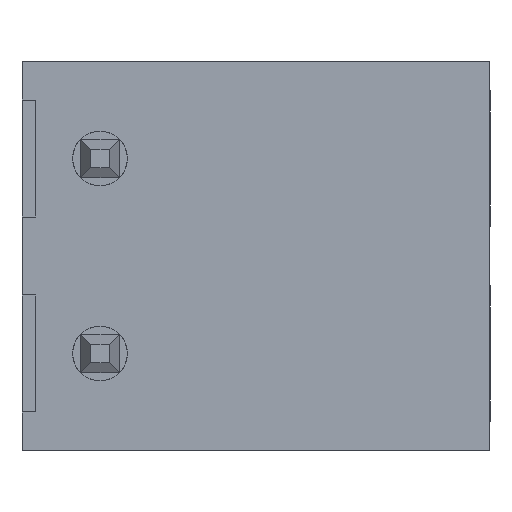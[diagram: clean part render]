
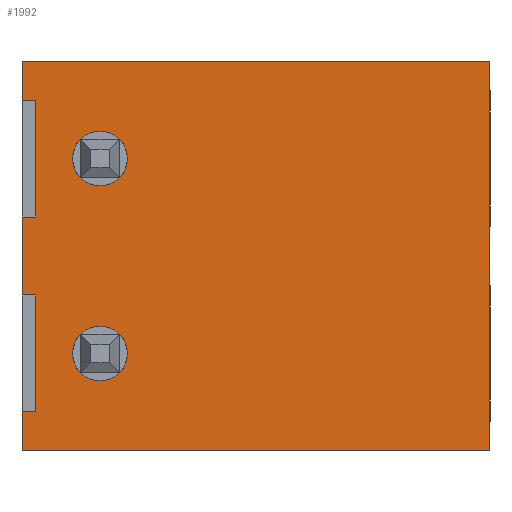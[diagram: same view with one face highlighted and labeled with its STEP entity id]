
A CAD part, front view. The second image highlights one B-rep face of the part: STEP entity #1992.
In plain terms, the highlighted planar face has unit normal (0, -1, 0).
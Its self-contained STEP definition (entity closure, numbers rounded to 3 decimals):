
#18 = EDGE_CURVE ( 'NONE', #827, #3539, #4569, .T. ) ;
#39 = EDGE_LOOP ( 'NONE', ( #1139, #3697, #3178, #752, #3867, #724, #996, #3672, #1124, #2357, #1770, #2465 ) ) ;
#118 = EDGE_CURVE ( 'NONE', #4830, #2494, #3638, .T. ) ;
#171 = CIRCLE ( 'NONE', #2277, 0.7 ) ;
#191 = CARTESIAN_POINT ( 'NONE',  ( -36.627, 0., -1. ) ) ;
#195 = CARTESIAN_POINT ( 'NONE',  ( 2., 0., -6.8 ) ) ;
#200 = DIRECTION ( 'NONE',  ( 0., 0., 1. ) ) ;
#210 = DIRECTION ( 'NONE',  ( 0., 0., 1. ) ) ;
#278 = EDGE_CURVE ( 'NONE', #3699, #2859, #2841, .T. ) ;
#285 = VERTEX_POINT ( 'NONE', #825 ) ;
#325 = DIRECTION ( 'NONE',  ( 1., 0., 0. ) ) ;
#336 = VECTOR ( 'NONE', #661, 1000. ) ;
#472 = CARTESIAN_POINT ( 'NONE',  ( 1.5, 0., -42.5 ) ) ;
#491 = CARTESIAN_POINT ( 'NONE',  ( 1.5, 0., 0. ) ) ;
#496 = EDGE_CURVE ( 'NONE', #2494, #4379, #1278, .T. ) ;
#499 = EDGE_LOOP ( 'NONE', ( #3946, #4431 ) ) ;
#661 = DIRECTION ( 'NONE',  ( 1., 0., 0. ) ) ;
#710 = VECTOR ( 'NONE', #1648, 1000. ) ;
#715 = CARTESIAN_POINT ( 'NONE',  ( 1.5, 0., -10. ) ) ;
#724 = ORIENTED_EDGE ( 'NONE', *, *, #118, .T. ) ;
#752 = ORIENTED_EDGE ( 'NONE', *, *, #1723, .T. ) ;
#764 = CARTESIAN_POINT ( 'NONE',  ( 0.35, 0., -42.5 ) ) ;
#825 = CARTESIAN_POINT ( 'NONE',  ( 0., 0., -6. ) ) ;
#827 = VERTEX_POINT ( 'NONE', #2235 ) ;
#847 = DIRECTION ( 'NONE',  ( 0., 0., -1. ) ) ;
#876 = LINE ( 'NONE', #2518, #2788 ) ;
#924 = CARTESIAN_POINT ( 'NONE',  ( 0., 0., -1. ) ) ;
#986 = LINE ( 'NONE', #3994, #2898 ) ;
#996 = ORIENTED_EDGE ( 'NONE', *, *, #496, .T. ) ;
#998 = CARTESIAN_POINT ( 'NONE',  ( 0., 0., -42.5 ) ) ;
#1124 = ORIENTED_EDGE ( 'NONE', *, *, #1497, .T. ) ;
#1139 = ORIENTED_EDGE ( 'NONE', *, *, #3466, .T. ) ;
#1142 = FACE_BOUND ( 'NONE', #499, .T. ) ;
#1144 = VERTEX_POINT ( 'NONE', #2560 ) ;
#1180 = CARTESIAN_POINT ( 'NONE',  ( 0.35, 0., -9. ) ) ;
#1187 = VECTOR ( 'NONE', #2779, 1000. ) ;
#1204 = LINE ( 'NONE', #2773, #3123 ) ;
#1244 = FACE_BOUND ( 'NONE', #1477, .T. ) ;
#1268 = EDGE_CURVE ( 'NONE', #3199, #3157, #3251, .T. ) ;
#1278 = LINE ( 'NONE', #764, #3336 ) ;
#1285 = CARTESIAN_POINT ( 'NONE',  ( 0.35, 0., -42.5 ) ) ;
#1354 = DIRECTION ( 'NONE',  ( 0., 0., -1. ) ) ;
#1391 = CARTESIAN_POINT ( 'NONE',  ( 0., 0., -10. ) ) ;
#1454 = DIRECTION ( 'NONE',  ( 1., 0., 0. ) ) ;
#1477 = EDGE_LOOP ( 'NONE', ( #1591, #3582 ) ) ;
#1497 = EDGE_CURVE ( 'NONE', #3296, #285, #876, .T. ) ;
#1566 = DIRECTION ( 'NONE',  ( 0., 0., 1. ) ) ;
#1591 = ORIENTED_EDGE ( 'NONE', *, *, #4832, .T. ) ;
#1598 = CARTESIAN_POINT ( 'NONE',  ( 0., 0., -9. ) ) ;
#1605 = EDGE_CURVE ( 'NONE', #4607, #1144, #3749, .T. ) ;
#1621 = EDGE_CURVE ( 'NONE', #1144, #4607, #2352, .T. ) ;
#1640 = CARTESIAN_POINT ( 'NONE',  ( 2., 0., -2.5 ) ) ;
#1648 = DIRECTION ( 'NONE',  ( 0., 0., -1. ) ) ;
#1667 = DIRECTION ( 'NONE',  ( 0., 1., 0. ) ) ;
#1698 = LINE ( 'NONE', #1285, #710 ) ;
#1723 = EDGE_CURVE ( 'NONE', #2859, #2546, #2211, .T. ) ;
#1770 = ORIENTED_EDGE ( 'NONE', *, *, #2924, .T. ) ;
#1787 = AXIS2_PLACEMENT_3D ( 'NONE', #4347, #2458, #210 ) ;
#1790 = CARTESIAN_POINT ( 'NONE',  ( 0.35, 0., -4. ) ) ;
#1846 = CARTESIAN_POINT ( 'NONE',  ( 2., 0., -3.2 ) ) ;
#1992 = ADVANCED_FACE ( 'NONE', ( #1142, #1244, #2267 ), #4232, .T. ) ;
#2034 = DIRECTION ( 'NONE',  ( 0., 0., 1. ) ) ;
#2160 = EDGE_CURVE ( 'NONE', #2732, #3699, #3171, .T. ) ;
#2211 = LINE ( 'NONE', #491, #1187 ) ;
#2235 = CARTESIAN_POINT ( 'NONE',  ( 2., 0., -8.2 ) ) ;
#2267 = FACE_OUTER_BOUND ( 'NONE', #39, .T. ) ;
#2277 = AXIS2_PLACEMENT_3D ( 'NONE', #4723, #2450, #200 ) ;
#2298 = VECTOR ( 'NONE', #3664, 1000. ) ;
#2300 = AXIS2_PLACEMENT_3D ( 'NONE', #1640, #4305, #2034 ) ;
#2309 = AXIS2_PLACEMENT_3D ( 'NONE', #472, #3140, #847 ) ;
#2352 = CIRCLE ( 'NONE', #4090, 0.7 ) ;
#2357 = ORIENTED_EDGE ( 'NONE', *, *, #4531, .T. ) ;
#2375 = DIRECTION ( 'NONE',  ( 0., 0., -1. ) ) ;
#2450 = DIRECTION ( 'NONE',  ( 0., 1., 0. ) ) ;
#2458 = DIRECTION ( 'NONE',  ( 0., 1., 0. ) ) ;
#2465 = ORIENTED_EDGE ( 'NONE', *, *, #1268, .F. ) ;
#2494 = VERTEX_POINT ( 'NONE', #3628 ) ;
#2518 = CARTESIAN_POINT ( 'NONE',  ( 0., 0., -42.5 ) ) ;
#2546 = VERTEX_POINT ( 'NONE', #4383 ) ;
#2560 = CARTESIAN_POINT ( 'NONE',  ( 2., 0., -1.8 ) ) ;
#2732 = VERTEX_POINT ( 'NONE', #1391 ) ;
#2773 = CARTESIAN_POINT ( 'NONE',  ( 0., 0., -42.5 ) ) ;
#2779 = DIRECTION ( 'NONE',  ( -1., 0., 0. ) ) ;
#2788 = VECTOR ( 'NONE', #1354, 1000. ) ;
#2841 = LINE ( 'NONE', #4222, #4724 ) ;
#2859 = VERTEX_POINT ( 'NONE', #4316 ) ;
#2867 = DIRECTION ( 'NONE',  ( 1., 0., 0. ) ) ;
#2898 = VECTOR ( 'NONE', #2867, 1000. ) ;
#2924 = EDGE_CURVE ( 'NONE', #4788, #3157, #1698, .T. ) ;
#2942 = VECTOR ( 'NONE', #3760, 1000. ) ;
#2949 = CARTESIAN_POINT ( 'NONE',  ( -36.627, 0., -9. ) ) ;
#3123 = VECTOR ( 'NONE', #2375, 1000. ) ;
#3140 = DIRECTION ( 'NONE',  ( 0., -1., 0. ) ) ;
#3157 = VERTEX_POINT ( 'NONE', #1180 ) ;
#3171 = LINE ( 'NONE', #715, #2942 ) ;
#3178 = ORIENTED_EDGE ( 'NONE', *, *, #278, .T. ) ;
#3184 = CARTESIAN_POINT ( 'NONE',  ( 0.35, 0., -6. ) ) ;
#3199 = VERTEX_POINT ( 'NONE', #1598 ) ;
#3251 = LINE ( 'NONE', #2949, #336 ) ;
#3296 = VERTEX_POINT ( 'NONE', #4726 ) ;
#3332 = LINE ( 'NONE', #998, #2298 ) ;
#3336 = VECTOR ( 'NONE', #3431, 1000. ) ;
#3431 = DIRECTION ( 'NONE',  ( 0., 0., -1. ) ) ;
#3466 = EDGE_CURVE ( 'NONE', #3199, #2732, #1204, .T. ) ;
#3512 = VECTOR ( 'NONE', #1454, 1000. ) ;
#3539 = VERTEX_POINT ( 'NONE', #195 ) ;
#3582 = ORIENTED_EDGE ( 'NONE', *, *, #18, .T. ) ;
#3628 = CARTESIAN_POINT ( 'NONE',  ( 0.35, 0., -1. ) ) ;
#3631 = VECTOR ( 'NONE', #325, 1000. ) ;
#3638 = LINE ( 'NONE', #191, #3512 ) ;
#3664 = DIRECTION ( 'NONE',  ( 0., 0., -1. ) ) ;
#3672 = ORIENTED_EDGE ( 'NONE', *, *, #4082, .F. ) ;
#3697 = ORIENTED_EDGE ( 'NONE', *, *, #2160, .T. ) ;
#3699 = VERTEX_POINT ( 'NONE', #3747 ) ;
#3747 = CARTESIAN_POINT ( 'NONE',  ( 12., 0., -10. ) ) ;
#3749 = CIRCLE ( 'NONE', #2300, 0.7 ) ;
#3760 = DIRECTION ( 'NONE',  ( 1., 0., 0. ) ) ;
#3857 = EDGE_CURVE ( 'NONE', #2546, #4830, #3332, .T. ) ;
#3867 = ORIENTED_EDGE ( 'NONE', *, *, #3857, .T. ) ;
#3946 = ORIENTED_EDGE ( 'NONE', *, *, #1621, .T. ) ;
#3972 = CARTESIAN_POINT ( 'NONE',  ( 2., 0., -2.5 ) ) ;
#3994 = CARTESIAN_POINT ( 'NONE',  ( -36.627, 0., -4. ) ) ;
#4082 = EDGE_CURVE ( 'NONE', #3296, #4379, #986, .T. ) ;
#4090 = AXIS2_PLACEMENT_3D ( 'NONE', #3972, #1667, #4338 ) ;
#4222 = CARTESIAN_POINT ( 'NONE',  ( 12., 0., -42.5 ) ) ;
#4232 = PLANE ( 'NONE',  #2309 ) ;
#4305 = DIRECTION ( 'NONE',  ( 0., 1., 0. ) ) ;
#4316 = CARTESIAN_POINT ( 'NONE',  ( 12., 0., 0. ) ) ;
#4338 = DIRECTION ( 'NONE',  ( 0., 0., 1. ) ) ;
#4347 = CARTESIAN_POINT ( 'NONE',  ( 2., 0., -7.5 ) ) ;
#4379 = VERTEX_POINT ( 'NONE', #1790 ) ;
#4383 = CARTESIAN_POINT ( 'NONE',  ( 0., 0., 0. ) ) ;
#4431 = ORIENTED_EDGE ( 'NONE', *, *, #1605, .T. ) ;
#4531 = EDGE_CURVE ( 'NONE', #285, #4788, #4738, .T. ) ;
#4569 = CIRCLE ( 'NONE', #1787, 0.7 ) ;
#4607 = VERTEX_POINT ( 'NONE', #1846 ) ;
#4723 = CARTESIAN_POINT ( 'NONE',  ( 2., 0., -7.5 ) ) ;
#4724 = VECTOR ( 'NONE', #1566, 1000. ) ;
#4726 = CARTESIAN_POINT ( 'NONE',  ( 0., 0., -4. ) ) ;
#4738 = LINE ( 'NONE', #4865, #3631 ) ;
#4788 = VERTEX_POINT ( 'NONE', #3184 ) ;
#4830 = VERTEX_POINT ( 'NONE', #924 ) ;
#4832 = EDGE_CURVE ( 'NONE', #3539, #827, #171, .T. ) ;
#4865 = CARTESIAN_POINT ( 'NONE',  ( -36.627, 0., -6. ) ) ;
